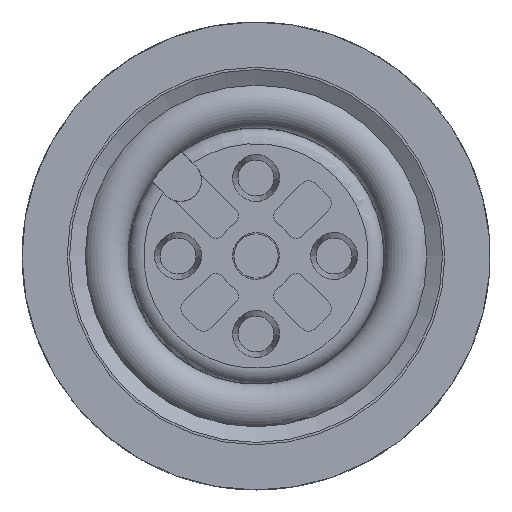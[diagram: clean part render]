
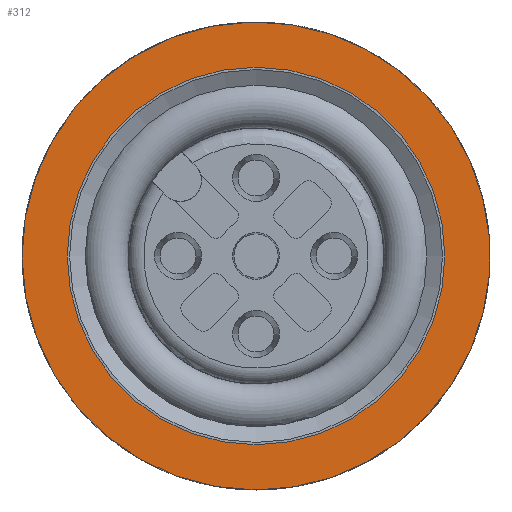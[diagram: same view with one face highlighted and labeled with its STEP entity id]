
A CAD part, front view. The second image highlights one B-rep face of the part: STEP entity #312.
In plain terms, the highlighted planar face has unit normal (0, -1, 0).
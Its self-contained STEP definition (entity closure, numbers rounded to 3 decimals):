
#312=ADVANCED_FACE('',(#441,#442),#387,.T.);
#387=PLANE('',#1355);
#441=FACE_BOUND('',#504,.T.);
#442=FACE_BOUND('',#505,.T.);
#504=EDGE_LOOP('',(#657));
#505=EDGE_LOOP('',(#658));
#657=ORIENTED_EDGE('',*,*,#1110,.F.);
#658=ORIENTED_EDGE('',*,*,#1097,.T.);
#972=VERTEX_POINT('',#2183);
#979=VERTEX_POINT('',#2303);
#1097=EDGE_CURVE('',#972,#972,#1250,.T.);
#1110=EDGE_CURVE('',#979,#979,#1257,.T.);
#1250=CIRCLE('',#1340,7.5);
#1257=CIRCLE('',#1353,6.05);
#1340=AXIS2_PLACEMENT_3D('',#2182,#1536,#1537);
#1353=AXIS2_PLACEMENT_3D('',#2302,#1562,#1563);
#1355=AXIS2_PLACEMENT_3D('',#2305,#1566,#1567);
#1536=DIRECTION('',(0.,-1.,0.));
#1537=DIRECTION('',(0.,0.,-1.));
#1562=DIRECTION('',(0.,-1.,0.));
#1563=DIRECTION('',(0.,0.,-1.));
#1566=DIRECTION('',(0.,-1.,0.));
#1567=DIRECTION('',(0.,0.,1.));
#2182=CARTESIAN_POINT('',(0.,-48.699,-49.572));
#2183=CARTESIAN_POINT('',(0.,-48.699,-57.072));
#2302=CARTESIAN_POINT('',(0.,-48.699,-49.572));
#2303=CARTESIAN_POINT('',(0.,-48.699,-55.622));
#2305=CARTESIAN_POINT('',(0.,-48.699,-43.522));
